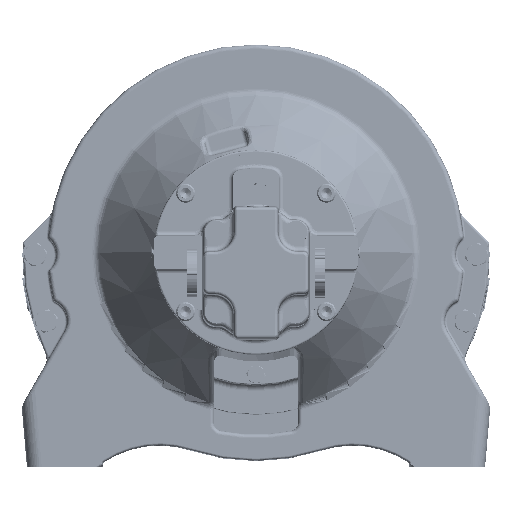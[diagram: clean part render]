
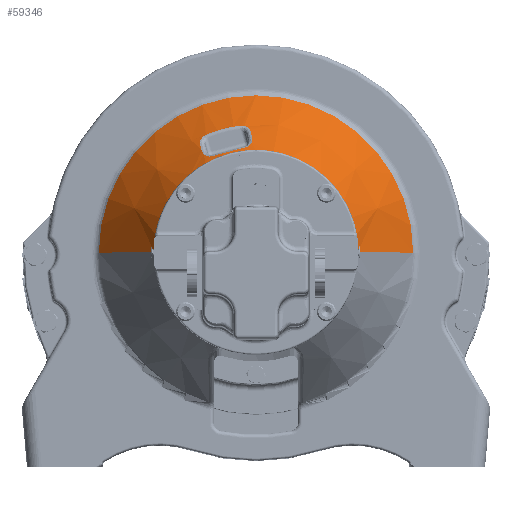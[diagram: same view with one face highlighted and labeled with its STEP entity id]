
A CAD part, top view. The second image highlights one B-rep face of the part: STEP entity #59346.
In plain terms, the highlighted conical face has half-angle 35 degrees and reference radius 97.764 mm.
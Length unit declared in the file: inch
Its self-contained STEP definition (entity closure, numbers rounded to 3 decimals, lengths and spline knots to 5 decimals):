
#30705=DIRECTION('',(-0.574,0.,-0.819));
#30706=VECTOR('',#30705,2.88148);
#30707=CARTESIAN_POINT('',(-3.02261,0.,-0.22003));
#30708=LINE('',#30707,#30706);
#30729=DIRECTION('',(0.574,0.,-0.819));
#30730=VECTOR('',#30729,2.88148);
#30731=CARTESIAN_POINT('',(3.02261,0.,-0.22003));
#30732=LINE('',#30731,#30730);
#30733=DIRECTION('',(-0.147,0.565,-0.812));
#30734=VECTOR('',#30733,0.32892);
#30735=CARTESIAN_POINT('',(-1.6153,3.03698,
-0.81588));
#30736=LINE('',#30735,#30734);
#30737=CARTESIAN_POINT('',(-1.30091,2.86162,
-0.3926));
#30738=CARTESIAN_POINT('',(-1.31305,2.8583,
-0.39546));
#30739=CARTESIAN_POINT('',(-1.33658,2.85364,
-0.40352));
#30740=CARTESIAN_POINT('',(-1.37046,2.85146,
-0.42146));
#30741=CARTESIAN_POINT('',(-1.4012,2.85321,
-0.44291));
#30742=CARTESIAN_POINT('',(-1.42953,2.85812,
-0.46718));
#30743=CARTESIAN_POINT('',(-1.45538,2.86547,
-0.49317));
#30744=CARTESIAN_POINT('',(-1.47874,2.8748,
-0.52024));
#30745=CARTESIAN_POINT('',(-1.50018,2.88583,
-0.54829));
#30746=CARTESIAN_POINT('',(-1.52636,2.90264,
-0.58688));
#30747=CARTESIAN_POINT('',(-1.55436,2.92672,
-0.63599));
#30748=CARTESIAN_POINT('',(-1.58129,2.95957,
-0.69547));
#30749=CARTESIAN_POINT('',(-1.60212,2.99631,
-0.75577));
#30750=CARTESIAN_POINT('',(-1.61171,3.0232,
-0.7961));
#30751=CARTESIAN_POINT('',(-1.6153,3.03698,
-0.81588));
#30753=CARTESIAN_POINT('',(-0.30419,3.12869,
-0.3926));
#30754=CARTESIAN_POINT('',(-0.34505,3.11798,
-0.38302));
#30755=CARTESIAN_POINT('',(-0.428,3.09617,
-0.36588));
#30756=CARTESIAN_POINT('',(-0.59448,3.05217,
-0.3412));
#30757=CARTESIAN_POINT('',(-0.76181,3.00759,
-0.33116));
#30758=CARTESIAN_POINT('',(-0.9304,2.96229,
-0.33633));
#30759=CARTESIAN_POINT('',(-1.09822,2.91694,
-0.35161));
#30760=CARTESIAN_POINT('',(-1.22052,2.88362,
-0.37369));
#30761=CARTESIAN_POINT('',(-1.30091,2.86162,
-0.3926));
#30763=CARTESIAN_POINT('',(-0.1196,3.43775,
-0.81588));
#30764=CARTESIAN_POINT('',(-0.11194,3.40992,
-0.77578));
#30765=CARTESIAN_POINT('',(-0.10809,3.36803,
-0.71582));
#30766=CARTESIAN_POINT('',(-0.11715,3.31207,
-0.63637));
#30767=CARTESIAN_POINT('',(-0.13197,3.26983,
-0.57688));
#30768=CARTESIAN_POINT('',(-0.15533,3.22898,
-0.52003));
#30769=CARTESIAN_POINT('',(-0.18385,3.19597,
-0.47508));
#30770=CARTESIAN_POINT('',(-0.21304,3.17165,
-0.44304));
#30771=CARTESIAN_POINT('',(-0.23912,3.15453,
-0.4213));
#30772=CARTESIAN_POINT('',(-0.26908,3.13971,
-0.40362));
#30773=CARTESIAN_POINT('',(-0.29226,3.13182,
-0.3954));
#30774=CARTESIAN_POINT('',(-0.30419,3.12869,
-0.3926));
#30776=DIRECTION('',(0.155,-0.563,0.812));
#30777=VECTOR('',#30776,0.32892);
#30778=CARTESIAN_POINT('',(-0.17047,3.62284,
-1.08298));
#30779=LINE('',#30778,#30777);
#30780=CARTESIAN_POINT('',(-0.47993,3.7729,
-1.33498));
#30781=CARTESIAN_POINT('',(-0.46016,3.77542,
-1.33498));
#30782=CARTESIAN_POINT('',(-0.43103,3.77662,
-1.33177));
#30783=CARTESIAN_POINT('',(-0.3927,3.77369,
-1.32174));
#30784=CARTESIAN_POINT('',(-0.36534,3.76941,
-1.31176));
#30785=CARTESIAN_POINT('',(-0.33935,3.76331,
-1.29963));
#30786=CARTESIAN_POINT('',(-0.30639,3.75285,
-1.28067));
#30787=CARTESIAN_POINT('',(-0.27016,3.73651,
-1.25343));
#30788=CARTESIAN_POINT('',(-0.23302,3.71212,
-1.21513));
#30789=CARTESIAN_POINT('',(-0.20387,3.68478,
-1.17372));
#30790=CARTESIAN_POINT('',(-0.18214,3.65453,
-1.12897));
#30791=CARTESIAN_POINT('',(-0.17341,3.63355,
-1.09845));
#30792=CARTESIAN_POINT('',(-0.17047,3.62284,
-1.08298));
#30794=CARTESIAN_POINT('',(-1.66379,3.22271,
-1.08298));
#30795=CARTESIAN_POINT('',(-1.66948,3.24448,
-1.11434));
#30796=CARTESIAN_POINT('',(-1.66972,3.27391,
-1.15183));
#30797=CARTESIAN_POINT('',(-1.65999,3.31232,
-1.19457));
#30798=CARTESIAN_POINT('',(-1.65086,3.33805,
-1.22163));
#30799=CARTESIAN_POINT('',(-1.63463,3.37045,
-1.25294));
#30800=CARTESIAN_POINT('',(-1.6062,3.41,
-1.28635));
#30801=CARTESIAN_POINT('',(-1.5758,3.44103,
-1.30828));
#30802=CARTESIAN_POINT('',(-1.5467,3.46449,
-1.32175));
#30803=CARTESIAN_POINT('',(-1.5155,3.48588,
-1.33166));
#30804=CARTESIAN_POINT('',(-1.48888,3.49982,
-1.33498));
#30805=CARTESIAN_POINT('',(-1.47082,3.5074,
-1.33498));
#30893=CARTESIAN_POINT('',(0.,0.,-0.22003));
#30894=DIRECTION('',(0.,0.,1.));
#30895=DIRECTION('',(1.,0.,0.));
#30896=AXIS2_PLACEMENT_3D('',#30893,#30894,#30895);
#36563=CARTESIAN_POINT('',(0.,0.,-2.58039));
#36564=DIRECTION('',(0.,0.,-1.));
#36565=DIRECTION('',(-1.,0.,0.));
#36566=AXIS2_PLACEMENT_3D('',#36563,#36564,#36565);
#43297=CARTESIAN_POINT('',(0.,0.,-1.33498));
#43298=DIRECTION('',(0.,0.,1.));
#43299=DIRECTION('',(-0.126,0.992,0.));
#43300=AXIS2_PLACEMENT_3D('',#43297,#43298,#43299);
#43436=CARTESIAN_POINT('',(-0.30419,3.12869,
-0.3926));
#43442=CARTESIAN_POINT('',(-1.30091,2.86162,
-0.3926));
#45033=CARTESIAN_POINT('',(4.67535,0.,-2.58039));
#45034=VERTEX_POINT('',#45033);
#45121=CARTESIAN_POINT('',(3.02261,0.,-0.22003));
#45122=VERTEX_POINT('',#45121);
#45194=CARTESIAN_POINT('',(-4.67535,0.,-2.58039));
#45195=VERTEX_POINT('',#45194);
#45268=CARTESIAN_POINT('',(-3.02261,0.,-0.22003));
#45269=VERTEX_POINT('',#45268);
#45393=CARTESIAN_POINT('',(-1.6153,3.03698,
-0.81588));
#45394=CARTESIAN_POINT('',(-1.66379,3.22271,
-1.08298));
#45395=VERTEX_POINT('',#45393);
#45396=VERTEX_POINT('',#45394);
#45398=VERTEX_POINT('',#43442);
#45450=VERTEX_POINT('',#30805);
#45453=VERTEX_POINT('',#43436);
#45506=CARTESIAN_POINT('',(-0.47993,3.7729,
-1.33498));
#45507=VERTEX_POINT('',#45506);
#45509=CARTESIAN_POINT('',(-0.17047,3.62284,
-1.08298));
#45510=CARTESIAN_POINT('',(-0.1196,3.43775,
-0.81588));
#45511=VERTEX_POINT('',#45509);
#45512=VERTEX_POINT('',#45510);
#59314=CARTESIAN_POINT('',(0.,0.,-1.40021));
#59315=DIRECTION('',(0.,0.,-1.));
#59316=DIRECTION('',(-1.,0.,0.));
#59317=AXIS2_PLACEMENT_3D('',#59314,#59315,#59316);
#59318=CONICAL_SURFACE('',#59317,3.84898,35.);
#59320=ORIENTED_EDGE('',*,*,#59319,.F.);
#59322=ORIENTED_EDGE('',*,*,#59321,.T.);
#59323=ORIENTED_EDGE('',*,*,#59295,.T.);
#59325=ORIENTED_EDGE('',*,*,#59324,.T.);
#59326=EDGE_LOOP('',(#59320,#59322,#59323,#59325));
#59327=FACE_OUTER_BOUND('',#59326,.F.);
#59329=ORIENTED_EDGE('',*,*,#59328,.F.);
#59331=ORIENTED_EDGE('',*,*,#59330,.F.);
#59333=ORIENTED_EDGE('',*,*,#59332,.F.);
#59335=ORIENTED_EDGE('',*,*,#59334,.F.);
#59337=ORIENTED_EDGE('',*,*,#59336,.F.);
#59339=ORIENTED_EDGE('',*,*,#59338,.F.);
#59341=ORIENTED_EDGE('',*,*,#59340,.T.);
#59343=ORIENTED_EDGE('',*,*,#59342,.F.);
#59344=EDGE_LOOP('',(#59329,#59331,#59333,#59335,#59337,#59339,#59341,#59343));
#59345=FACE_BOUND('',#59344,.F.);
#30752=B_SPLINE_CURVE_WITH_KNOTS('',3,(#30737,#30738,#30739,#30740,#30741,
#30742,#30743,#30744,#30745,#30746,#30747,#30748,#30749,#30750,#30751),
.UNSPECIFIED.,.F.,.F.,(4,1,1,1,1,1,1,1,1,1,1,1,4),(0.,0.0625,
0.125,0.1875,0.25,0.3125,
0.375,0.4375,0.5,0.625,
0.75,0.875,1.),.UNSPECIFIED.);
#30762=B_SPLINE_CURVE_WITH_KNOTS('',3,(#30753,#30754,#30755,#30756,#30757,
#30758,#30759,#30760,#30761),.UNSPECIFIED.,.F.,.F.,(4,1,1,1,1,1,4),(0.,
0.125,0.25,0.5,0.625,
0.75,1.),.UNSPECIFIED.);
#30775=B_SPLINE_CURVE_WITH_KNOTS('',3,(#30763,#30764,#30765,#30766,#30767,
#30768,#30769,#30770,#30771,#30772,#30773,#30774),.UNSPECIFIED.,.F.,.F.,(4,1,1,
1,1,1,1,1,1,4),(0.,0.25,0.375,0.5,
0.625,0.75,0.8125,0.875,
0.9375,1.),.UNSPECIFIED.);
#30793=B_SPLINE_CURVE_WITH_KNOTS('',3,(#30780,#30781,#30782,#30783,#30784,
#30785,#30786,#30787,#30788,#30789,#30790,#30791,#30792),.UNSPECIFIED.,.F.,.F.,(
4,1,1,1,1,1,1,1,1,1,4),(0.,0.125,0.1875,
0.25,0.3125,0.375,0.5,
0.625,0.75,0.875,1.),.UNSPECIFIED.);
#30806=B_SPLINE_CURVE_WITH_KNOTS('',3,(#30794,#30795,#30796,#30797,#30798,
#30799,#30800,#30801,#30802,#30803,#30804,#30805),.UNSPECIFIED.,.F.,.F.,(4,1,1,
1,1,1,1,1,1,4),(0.,0.25,0.3125,0.375,
0.5,0.625,0.75,0.8125,
0.875,1.),.UNSPECIFIED.);
#30897=CIRCLE('',#30896,3.02261);
#36567=CIRCLE('',#36566,4.67535);
#43301=CIRCLE('',#43300,3.8033);
#59295=EDGE_CURVE('',#45269,#45195,#30708,.T.);
#59319=EDGE_CURVE('',#45122,#45034,#30732,.T.);
#59321=EDGE_CURVE('',#45122,#45269,#30897,.T.);
#59324=EDGE_CURVE('',#45195,#45034,#36567,.T.);
#59328=EDGE_CURVE('',#45395,#45396,#30736,.T.);
#59330=EDGE_CURVE('',#45398,#45395,#30752,.T.);
#59332=EDGE_CURVE('',#45453,#45398,#30762,.T.);
#59334=EDGE_CURVE('',#45512,#45453,#30775,.T.);
#59336=EDGE_CURVE('',#45511,#45512,#30779,.T.);
#59338=EDGE_CURVE('',#45507,#45511,#30793,.T.);
#59340=EDGE_CURVE('',#45507,#45450,#43301,.T.);
#59342=EDGE_CURVE('',#45396,#45450,#30806,.T.);
#59346=ADVANCED_FACE('',(#59327,#59345),#59318,.T.);
